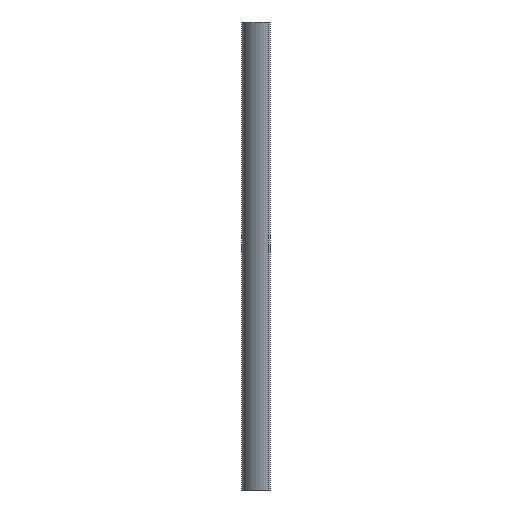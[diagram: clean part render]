
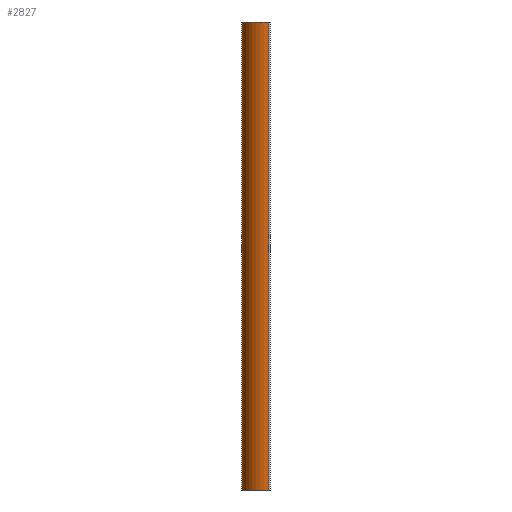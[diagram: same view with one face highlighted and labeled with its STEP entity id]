
A CAD part, left-side view. The second image highlights one B-rep face of the part: STEP entity #2827.
In plain terms, the highlighted cylindrical face has radius 60 mm (diameter 120 mm), a partial arc.
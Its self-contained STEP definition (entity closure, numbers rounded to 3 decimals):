
#228=FACE_OUTER_BOUND('',#382,.T.);
#382=EDGE_LOOP('',(#2443,#2444,#2445,#2446));
#550=CIRCLE('',#3091,60.);
#571=CIRCLE('',#3149,60.);
#811=LINE('',#4872,#1053);
#812=LINE('',#4876,#1054);
#1053=VECTOR('',#4021,1000.);
#1054=VECTOR('',#4026,1000.);
#1297=VERTEX_POINT('',#4720);
#1298=VERTEX_POINT('',#4722);
#1336=VERTEX_POINT('',#4870);
#1337=VERTEX_POINT('',#4874);
#1677=EDGE_CURVE('',#1297,#1298,#550,.T.);
#1752=EDGE_CURVE('',#1297,#1336,#811,.T.);
#1753=EDGE_CURVE('',#1337,#1336,#571,.T.);
#1754=EDGE_CURVE('',#1298,#1337,#812,.T.);
#2443=ORIENTED_EDGE('',*,*,#1752,.T.);
#2444=ORIENTED_EDGE('',*,*,#1753,.F.);
#2445=ORIENTED_EDGE('',*,*,#1754,.F.);
#2446=ORIENTED_EDGE('',*,*,#1677,.F.);
#2686=CYLINDRICAL_SURFACE('',#3148,60.);
#2827=ADVANCED_FACE('',(#228),#2686,.T.);
#3091=AXIS2_PLACEMENT_3D('',#4723,#3853,#3854);
#3148=AXIS2_PLACEMENT_3D('',#4873,#4022,#4023);
#3149=AXIS2_PLACEMENT_3D('',#4875,#4024,#4025);
#3853=DIRECTION('center_axis',(0.,0.,-1.));
#3854=DIRECTION('ref_axis',(-0.053,0.999,0.));
#4021=DIRECTION('',(0.,0.,1.));
#4022=DIRECTION('center_axis',(0.,0.,1.));
#4023=DIRECTION('ref_axis',(-0.053,0.999,0.));
#4024=DIRECTION('center_axis',(0.,0.,1.));
#4025=DIRECTION('ref_axis',(-0.053,0.999,0.));
#4026=DIRECTION('',(0.,0.,1.));
#4720=CARTESIAN_POINT('',(-28.097,-28.662,-500.));
#4722=CARTESIAN_POINT('',(28.662,28.097,-500.));
#4723=CARTESIAN_POINT('Origin',(31.82,-31.82,-500.));
#4870=CARTESIAN_POINT('',(-28.097,-28.662,500.));
#4872=CARTESIAN_POINT('',(-28.097,-28.662,0.));
#4873=CARTESIAN_POINT('Origin',(31.82,-31.82,0.));
#4874=CARTESIAN_POINT('',(28.662,28.097,500.));
#4875=CARTESIAN_POINT('Origin',(31.82,-31.82,500.));
#4876=CARTESIAN_POINT('',(28.662,28.097,0.));
